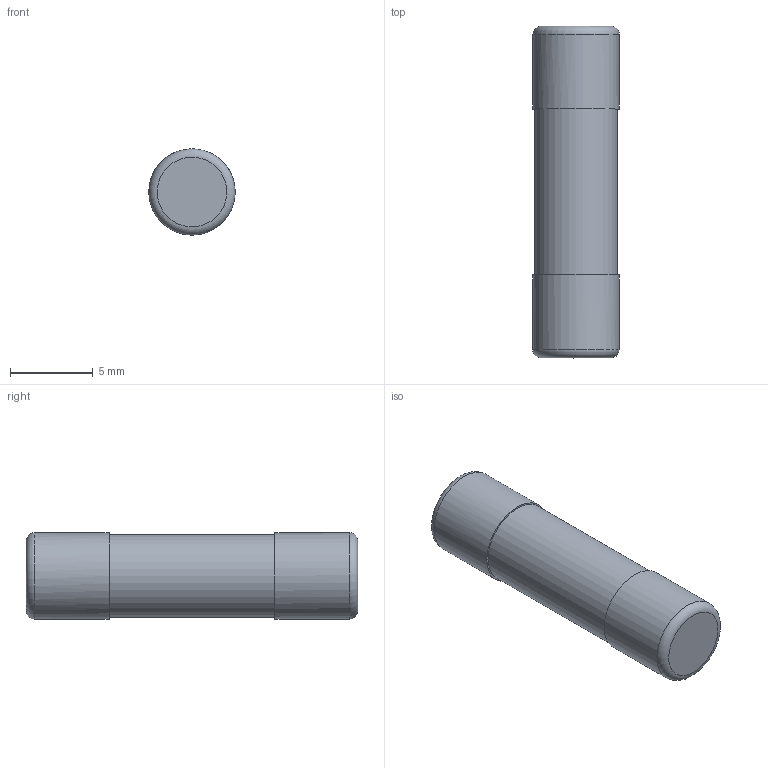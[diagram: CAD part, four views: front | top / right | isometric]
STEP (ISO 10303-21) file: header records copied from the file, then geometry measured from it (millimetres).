
FILE_DESCRIPTION(/* description */ ('FreeCAD Model'),/* implementation_level */ '2;1');
FILE_NAME(/* name */ '10A-fuse.step',/* time_stamp */ '2024-09-27T17:38:27+02:00',/* author */ (''),/* organization */ (''),/* preprocessor_version */ 'ST-DEVELOPER v20',/* originating_system */ 'Autodesk Translation Framework v13.20.0.188',/* authorisation */ '');
FILE_SCHEMA (('AUTOMOTIVE_DESIGN { 1 0 10303 214 3 1 1 }'));
Length unit declared in the file: millimetre
Products named in the file (3): FUSE_5_20; FRONT; CYLINDER_5_10
Assembly tree (3 placements, depth 2):
  FUSE_5_20
    FRONT  x2
    CYLINDER_5_10
Bounding box: 5.2 x 20 x 5.2 mm (x, y, z)
Volume: 407 mm3; surface area: 437.4 mm2
Topology: 3 solids, 3 shells, 11 faces, 15 edges, 10 vertices
Faces by surface type: plane 6, cylinder 3, torus 2
Full cylindrical faces by diameter (mm): 5 x1, 5.2 x2
Entity records: 257 total; most frequent: DIRECTION 42, CARTESIAN_POINT 28, AXIS2_PLACEMENT_3D 20, ORIENTED_EDGE 18, EDGE_CURVE 9, FACE_OUTER_BOUND 7, EDGE_LOOP 7, CIRCLE 7
